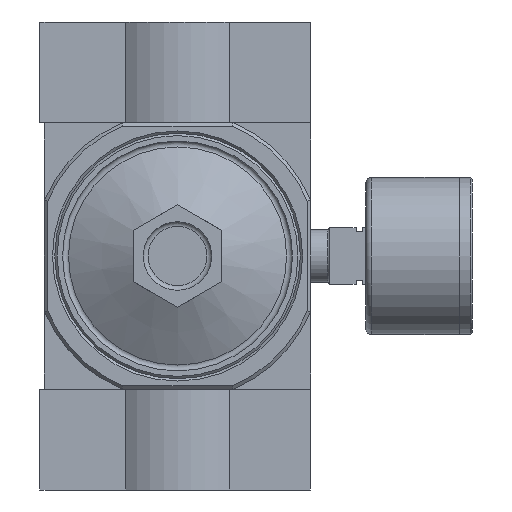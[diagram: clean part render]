
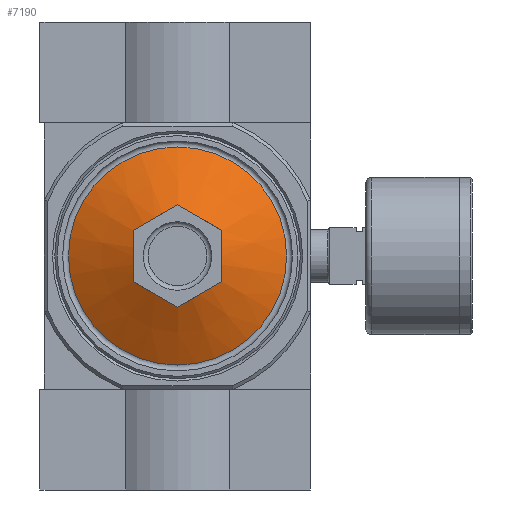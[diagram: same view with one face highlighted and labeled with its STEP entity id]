
A CAD part, front view. The second image highlights one B-rep face of the part: STEP entity #7190.
In plain terms, the highlighted conical face has half-angle 62 degrees and reference radius 27.03 mm.
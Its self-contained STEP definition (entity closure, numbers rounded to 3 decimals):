
#113=CONICAL_SURFACE('',#7704,27.031,1.082);
#245=B_SPLINE_CURVE_WITH_KNOTS('',3,(#10824,#10825,#10826,#10827,#10828,
#10829),.UNSPECIFIED.,.F.,.F.,(4,1,1,4),(0.,0.006,
0.01,0.013),.UNSPECIFIED.);
#246=B_SPLINE_CURVE_WITH_KNOTS('',3,(#10832,#10833,#10834,#10835,#10836,
#10837),.UNSPECIFIED.,.F.,.F.,(4,1,1,4),(0.,0.006,
0.01,0.013),.UNSPECIFIED.);
#247=B_SPLINE_CURVE_WITH_KNOTS('',3,(#10839,#10840,#10841,#10842,#10843,
#10844),.UNSPECIFIED.,.F.,.F.,(4,1,1,4),(0.016,0.023,
0.026,0.029),.UNSPECIFIED.);
#248=B_SPLINE_CURVE_WITH_KNOTS('',3,(#10846,#10847,#10848,#10849,#10850,
#10851),.UNSPECIFIED.,.F.,.F.,(4,1,1,4),(0.,0.006,
0.01,0.013),.UNSPECIFIED.);
#249=B_SPLINE_CURVE_WITH_KNOTS('',3,(#10853,#10854,#10855,#10856,#10857,
#10858),.UNSPECIFIED.,.F.,.F.,(4,1,1,4),(0.,0.006,
0.01,0.013),.UNSPECIFIED.);
#250=B_SPLINE_CURVE_WITH_KNOTS('',3,(#10860,#10861,#10862,#10863,#10864,
#10865),.UNSPECIFIED.,.F.,.F.,(4,1,1,4),(0.016,0.023,
0.026,0.029),.UNSPECIFIED.);
#1412=ORIENTED_EDGE('',*,*,#2895,.F.);
#1413=ORIENTED_EDGE('',*,*,#2896,.F.);
#1414=ORIENTED_EDGE('',*,*,#2897,.F.);
#1415=ORIENTED_EDGE('',*,*,#2898,.F.);
#1416=ORIENTED_EDGE('',*,*,#2899,.F.);
#1417=ORIENTED_EDGE('',*,*,#2900,.F.);
#1418=ORIENTED_EDGE('',*,*,#2901,.T.);
#2895=EDGE_CURVE('',#3596,#3597,#245,.T.);
#2896=EDGE_CURVE('',#3598,#3596,#246,.T.);
#2897=EDGE_CURVE('',#3599,#3598,#247,.T.);
#2898=EDGE_CURVE('',#3600,#3599,#248,.T.);
#2899=EDGE_CURVE('',#3601,#3600,#249,.T.);
#2900=EDGE_CURVE('',#3597,#3601,#250,.T.);
#2901=EDGE_CURVE('',#3602,#3602,#4099,.T.);
#3596=VERTEX_POINT('',#10830);
#3597=VERTEX_POINT('',#10831);
#3598=VERTEX_POINT('',#10838);
#3599=VERTEX_POINT('',#10845);
#3600=VERTEX_POINT('',#10852);
#3601=VERTEX_POINT('',#10859);
#3602=VERTEX_POINT('',#10867);
#4099=CIRCLE('',#7705,27.031);
#4420=EDGE_LOOP('',(#1412,#1413,#1414,#1415,#1416,#1417));
#4421=EDGE_LOOP('',(#1418));
#4983=FACE_BOUND('',#4420,.T.);
#4984=FACE_BOUND('',#4421,.T.);
#7190=ADVANCED_FACE('',(#4983,#4984),#113,.T.);
#7704=AXIS2_PLACEMENT_3D('',#10823,#8675,#8676);
#7705=AXIS2_PLACEMENT_3D('',#10866,#8677,#8678);
#8675=DIRECTION('',(0.,1.,0.));
#8676=DIRECTION('',(0.,0.,1.));
#8677=DIRECTION('',(0.,-1.,0.));
#8678=DIRECTION('',(0.,0.,-1.));
#10823=CARTESIAN_POINT('',(0.,-28.876,0.));
#10824=CARTESIAN_POINT('',(12.702,-36.495,0.));
#10825=CARTESIAN_POINT('',(11.662,-37.048,1.802));
#10826=CARTESIAN_POINT('',(10.073,-37.574,4.554));
#10827=CARTESIAN_POINT('',(7.917,-37.228,8.287));
#10828=CARTESIAN_POINT('',(6.871,-36.772,10.098));
#10829=CARTESIAN_POINT('',(6.351,-36.495,11.));
#10830=CARTESIAN_POINT('',(12.702,-36.495,0.));
#10831=CARTESIAN_POINT('',(6.351,-36.495,11.));
#10832=CARTESIAN_POINT('',(6.351,-36.495,-11.));
#10833=CARTESIAN_POINT('',(7.391,-37.048,-9.198));
#10834=CARTESIAN_POINT('',(8.98,-37.574,-6.446));
#10835=CARTESIAN_POINT('',(11.135,-37.228,-2.713));
#10836=CARTESIAN_POINT('',(12.181,-36.772,-0.902));
#10837=CARTESIAN_POINT('',(12.702,-36.495,0.));
#10838=CARTESIAN_POINT('',(6.351,-36.495,-11.));
#10839=CARTESIAN_POINT('',(-6.351,-36.495,-11.));
#10840=CARTESIAN_POINT('',(-4.278,-37.046,-11.));
#10841=CARTESIAN_POINT('',(-1.115,-37.574,-11.));
#10842=CARTESIAN_POINT('',(3.23,-37.227,-11.));
#10843=CARTESIAN_POINT('',(5.315,-36.771,-11.));
#10844=CARTESIAN_POINT('',(6.351,-36.495,-11.));
#10845=CARTESIAN_POINT('',(-6.351,-36.495,-11.));
#10846=CARTESIAN_POINT('',(-12.702,-36.495,0.));
#10847=CARTESIAN_POINT('',(-11.662,-37.048,-1.802));
#10848=CARTESIAN_POINT('',(-10.073,-37.574,-4.554));
#10849=CARTESIAN_POINT('',(-7.917,-37.228,-8.287));
#10850=CARTESIAN_POINT('',(-6.871,-36.772,-10.098));
#10851=CARTESIAN_POINT('',(-6.351,-36.495,-11.));
#10852=CARTESIAN_POINT('',(-12.702,-36.495,0.));
#10853=CARTESIAN_POINT('',(-6.351,-36.495,11.));
#10854=CARTESIAN_POINT('',(-7.391,-37.048,9.198));
#10855=CARTESIAN_POINT('',(-8.98,-37.574,6.446));
#10856=CARTESIAN_POINT('',(-11.135,-37.228,2.713));
#10857=CARTESIAN_POINT('',(-12.181,-36.772,0.902));
#10858=CARTESIAN_POINT('',(-12.702,-36.495,0.));
#10859=CARTESIAN_POINT('',(-6.351,-36.495,11.));
#10860=CARTESIAN_POINT('',(6.351,-36.495,11.));
#10861=CARTESIAN_POINT('',(4.278,-37.046,11.));
#10862=CARTESIAN_POINT('',(1.115,-37.574,11.));
#10863=CARTESIAN_POINT('',(-3.23,-37.227,11.));
#10864=CARTESIAN_POINT('',(-5.315,-36.771,11.));
#10865=CARTESIAN_POINT('',(-6.351,-36.495,11.));
#10866=CARTESIAN_POINT('',(0.,-28.876,0.));
#10867=CARTESIAN_POINT('',(0.,-28.876,-27.031));
